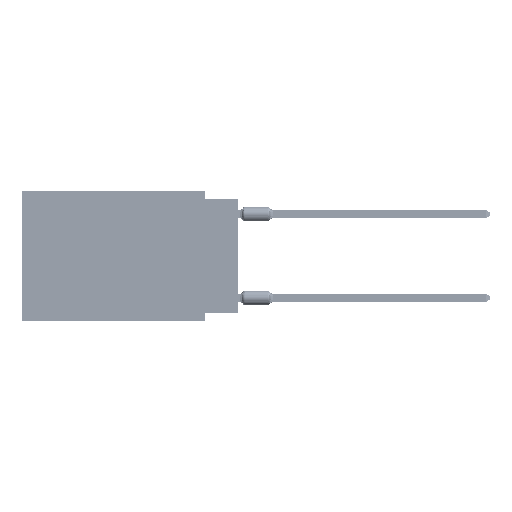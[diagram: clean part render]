
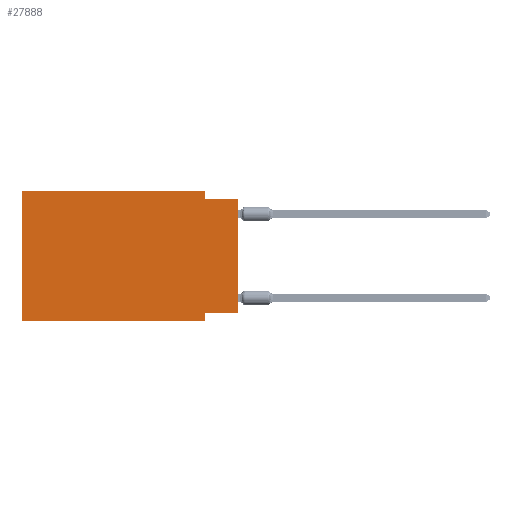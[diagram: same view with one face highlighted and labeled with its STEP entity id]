
A CAD part, left-side view. The second image highlights one B-rep face of the part: STEP entity #27888.
In plain terms, the highlighted planar face has unit normal (-1, 0, 0).
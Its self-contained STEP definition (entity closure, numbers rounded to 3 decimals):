
#750 = EDGE_CURVE ( 'NONE', #35689, #7147, #49442, .T. ) ;
#1243 = LINE ( 'NONE', #8618, #72791 ) ;
#5004 = LINE ( 'NONE', #18894, #32570 ) ;
#5479 = LINE ( 'NONE', #58066, #49200 ) ;
#7147 = VERTEX_POINT ( 'NONE', #26104 ) ;
#7624 = AXIS2_PLACEMENT_3D ( 'NONE', #70474, #43132, #50076 ) ;
#8074 = CARTESIAN_POINT ( 'NONE',  ( 0., 0., -0.635 ) ) ;
#8618 = CARTESIAN_POINT ( 'NONE',  ( 0., 16.383, -9.906 ) ) ;
#9053 = CARTESIAN_POINT ( 'NONE',  ( 0., 16.383, 0. ) ) ;
#9809 = CARTESIAN_POINT ( 'NONE',  ( 0., 16.383, 0. ) ) ;
#11140 = EDGE_CURVE ( 'NONE', #24641, #76263, #5479, .T. ) ;
#11970 = EDGE_CURVE ( 'NONE', #41712, #7147, #1243, .T. ) ;
#12387 = VERTEX_POINT ( 'NONE', #8074 ) ;
#15830 = CARTESIAN_POINT ( 'NONE',  ( 0., 2.54, -9.271 ) ) ;
#15923 = EDGE_LOOP ( 'NONE', ( #48084, #65493, #29514, #19141, #22654, #77572, #37188, #68663 ) ) ;
#16041 = VERTEX_POINT ( 'NONE', #56620 ) ;
#18521 = DIRECTION ( 'NONE',  ( 0., -1., 0. ) ) ;
#18894 = CARTESIAN_POINT ( 'NONE',  ( 0., 2.54, 0. ) ) ;
#19141 = ORIENTED_EDGE ( 'NONE', *, *, #11140, .F. ) ;
#20288 = CARTESIAN_POINT ( 'NONE',  ( 0., 0., -9.271 ) ) ;
#22654 = ORIENTED_EDGE ( 'NONE', *, *, #40516, .F. ) ;
#23461 = DIRECTION ( 'NONE',  ( 0., 0., 1. ) ) ;
#24378 = EDGE_CURVE ( 'NONE', #76627, #35689, #58530, .T. ) ;
#24641 = VERTEX_POINT ( 'NONE', #9809 ) ;
#26104 = CARTESIAN_POINT ( 'NONE',  ( 0., 2.54, -9.906 ) ) ;
#27613 = VECTOR ( 'NONE', #84168, 1000. ) ;
#27888 = ADVANCED_FACE ( 'NONE', ( #43984 ), #64374, .F. ) ;
#29463 = CARTESIAN_POINT ( 'NONE',  ( 0., 2.54, -9.906 ) ) ;
#29514 = ORIENTED_EDGE ( 'NONE', *, *, #53848, .F. ) ;
#29854 = CARTESIAN_POINT ( 'NONE',  ( 0., 16.383, -9.906 ) ) ;
#32570 = VECTOR ( 'NONE', #64516, 1000. ) ;
#33312 = DIRECTION ( 'NONE',  ( 0., 1., 0. ) ) ;
#35570 = DIRECTION ( 'NONE',  ( 0., 0., 1. ) ) ;
#35689 = VERTEX_POINT ( 'NONE', #15830 ) ;
#37188 = ORIENTED_EDGE ( 'NONE', *, *, #750, .F. ) ;
#40516 = EDGE_CURVE ( 'NONE', #41712, #24641, #79534, .T. ) ;
#41712 = VERTEX_POINT ( 'NONE', #29854 ) ;
#42775 = VECTOR ( 'NONE', #23461, 1000. ) ;
#43132 = DIRECTION ( 'NONE',  ( 1., 0., 0. ) ) ;
#43984 = FACE_OUTER_BOUND ( 'NONE', #15923, .T. ) ;
#45093 = LINE ( 'NONE', #50773, #27613 ) ;
#46523 = CARTESIAN_POINT ( 'NONE',  ( 0., 0., -9.271 ) ) ;
#48084 = ORIENTED_EDGE ( 'NONE', *, *, #77981, .T. ) ;
#49200 = VECTOR ( 'NONE', #18521, 1000. ) ;
#49442 = LINE ( 'NONE', #29463, #77331 ) ;
#49854 = VECTOR ( 'NONE', #33312, 1000. ) ;
#50076 = DIRECTION ( 'NONE',  ( 0., 0., -1. ) ) ;
#50773 = CARTESIAN_POINT ( 'NONE',  ( 0., 0., -0.635 ) ) ;
#53848 = EDGE_CURVE ( 'NONE', #76263, #16041, #5004, .T. ) ;
#56620 = CARTESIAN_POINT ( 'NONE',  ( 0., 2.54, -0.635 ) ) ;
#58066 = CARTESIAN_POINT ( 'NONE',  ( 0., 16.383, 0. ) ) ;
#58530 = LINE ( 'NONE', #20288, #49854 ) ;
#59079 = EDGE_CURVE ( 'NONE', #16041, #12387, #45093, .T. ) ;
#64374 = PLANE ( 'NONE',  #7624 ) ;
#64516 = DIRECTION ( 'NONE',  ( 0., 0., -1. ) ) ;
#65493 = ORIENTED_EDGE ( 'NONE', *, *, #59079, .F. ) ;
#68230 = LINE ( 'NONE', #81230, #42775 ) ;
#68663 = ORIENTED_EDGE ( 'NONE', *, *, #24378, .F. ) ;
#70474 = CARTESIAN_POINT ( 'NONE',  ( 0., 16.383, 0. ) ) ;
#72791 = VECTOR ( 'NONE', #74186, 1000. ) ;
#74014 = VECTOR ( 'NONE', #35570, 1000. ) ;
#74186 = DIRECTION ( 'NONE',  ( 0., -1., 0. ) ) ;
#75663 = CARTESIAN_POINT ( 'NONE',  ( 0., 2.54, 0. ) ) ;
#76263 = VERTEX_POINT ( 'NONE', #75663 ) ;
#76627 = VERTEX_POINT ( 'NONE', #46523 ) ;
#77331 = VECTOR ( 'NONE', #81562, 1000. ) ;
#77572 = ORIENTED_EDGE ( 'NONE', *, *, #11970, .T. ) ;
#77981 = EDGE_CURVE ( 'NONE', #76627, #12387, #68230, .T. ) ;
#79534 = LINE ( 'NONE', #9053, #74014 ) ;
#81230 = CARTESIAN_POINT ( 'NONE',  ( 0., 0., 0. ) ) ;
#81562 = DIRECTION ( 'NONE',  ( 0., 0., -1. ) ) ;
#84168 = DIRECTION ( 'NONE',  ( 0., -1., 0. ) ) ;
